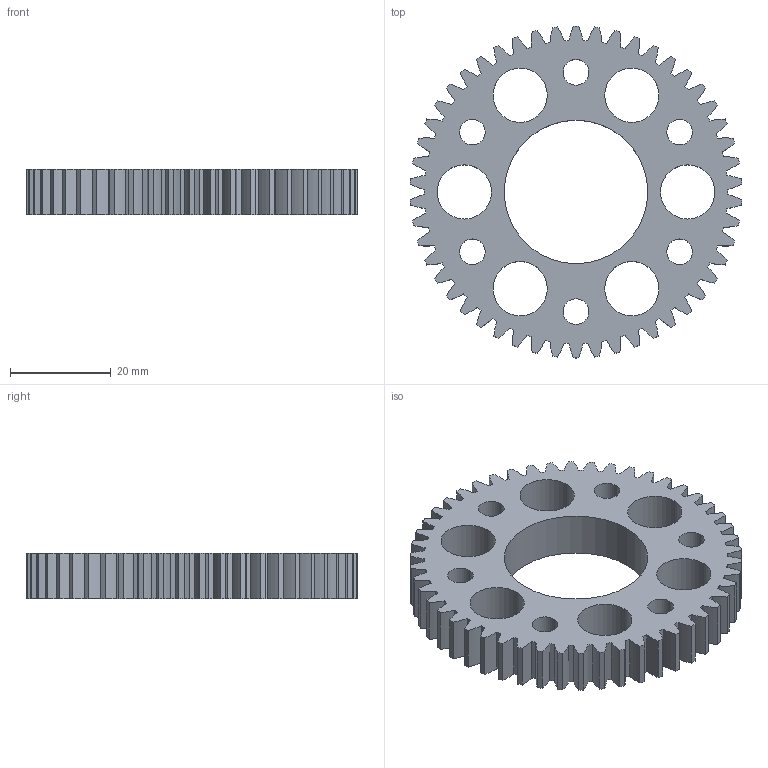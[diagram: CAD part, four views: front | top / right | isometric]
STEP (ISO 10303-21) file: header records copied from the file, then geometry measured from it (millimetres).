
FILE_DESCRIPTION (( 'STEP AP214' ), '1' );
FILE_NAME ('am-3209 50T 20dp 1124bore 1875BC.STEP', '2015-11-05T17:18:05', ( '' ), ( '' ), 'SwSTEP 2.0', 'SolidWorks 2014', '' );
FILE_SCHEMA (( 'AUTOMOTIVE_DESIGN' ));
Length unit declared in the file: inch
Products named in the file (1): am-3209 50T 20dp 1124bore 1875BC
Bounding box: 65.97 x 66.04 x 8.97 mm (x, y, z)
Volume: 16481 mm3; surface area: 10774 mm2
Topology: 1 solids, 1 shells, 228 faces, 678 edges, 452 vertices
Faces by surface type: cylinder 226, plane 2
Entity records: 10639 total; most frequent: DIRECTION 1588, CARTESIAN_POINT 1359, ORIENTED_EDGE 1356, AXIS2_PLACEMENT_3D 681, EDGE_CURVE 678, VERTEX_POINT 452, CIRCLE 452, EDGE_LOOP 254
